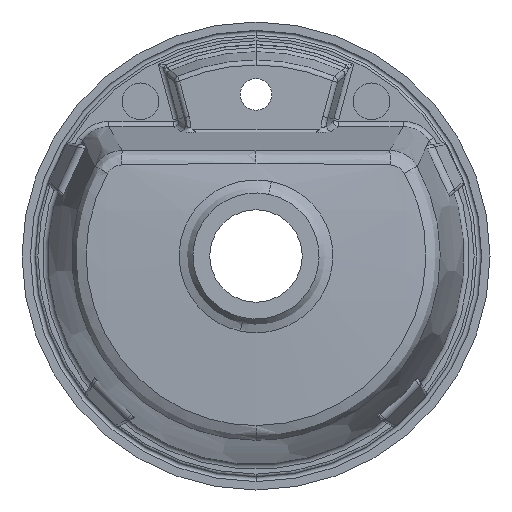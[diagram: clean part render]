
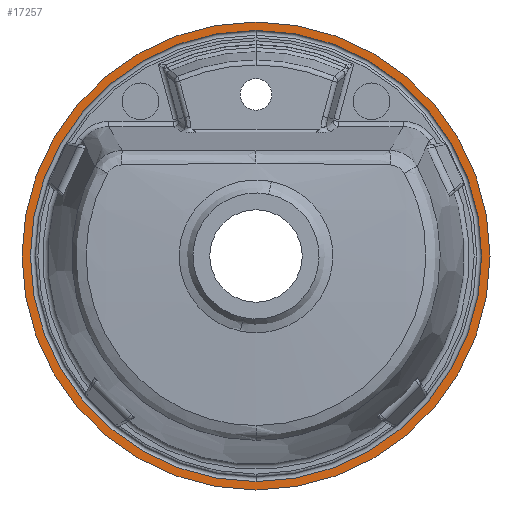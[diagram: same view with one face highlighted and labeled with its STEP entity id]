
A CAD part, front view. The second image highlights one B-rep face of the part: STEP entity #17257.
In plain terms, the highlighted planar face has unit normal (0, -1, 0).
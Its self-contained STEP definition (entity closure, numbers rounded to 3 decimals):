
#164 = VERTEX_POINT ( 'NONE', #5832 ) ;
#1149 = DIRECTION ( 'NONE',  ( 0., 0., 1. ) ) ;
#1383 = FACE_BOUND ( 'NONE', #1866, .T. ) ;
#1477 = CARTESIAN_POINT ( 'NONE',  ( 0., 240., 0. ) ) ;
#1866 = EDGE_LOOP ( 'NONE', ( #17598, #11602 ) ) ;
#2018 = CARTESIAN_POINT ( 'NONE',  ( 0., 240., -214.763 ) ) ;
#2712 = DIRECTION ( 'NONE',  ( 0., -1., 0. ) ) ;
#3060 = EDGE_LOOP ( 'NONE', ( #10092, #11473 ) ) ;
#3466 = DIRECTION ( 'NONE',  ( 0., -1., 0. ) ) ;
#5250 = AXIS2_PLACEMENT_3D ( 'NONE', #9604, #11022, #1149 ) ;
#5483 = EDGE_CURVE ( 'NONE', #11468, #13950, #7333, .T. ) ;
#5832 = CARTESIAN_POINT ( 'NONE',  ( 0., 240., -222.763 ) ) ;
#6473 = CARTESIAN_POINT ( 'NONE',  ( 0., 240., 0. ) ) ;
#6702 = FACE_OUTER_BOUND ( 'NONE', #3060, .T. ) ;
#6764 = EDGE_CURVE ( 'NONE', #13950, #11468, #16350, .T. ) ;
#7333 = CIRCLE ( 'NONE', #12249, 214.763 ) ;
#7968 = DIRECTION ( 'NONE',  ( 0., 0., 1. ) ) ;
#8039 = PLANE ( 'NONE',  #5250 ) ;
#9072 = CIRCLE ( 'NONE', #13367, 222.763 ) ;
#9329 = AXIS2_PLACEMENT_3D ( 'NONE', #6473, #3466, #10648 ) ;
#9604 = CARTESIAN_POINT ( 'NONE',  ( 0., 240., 0. ) ) ;
#10092 = ORIENTED_EDGE ( 'NONE', *, *, #13735, .T. ) ;
#10592 = DIRECTION ( 'NONE',  ( 0., -1., 0. ) ) ;
#10648 = DIRECTION ( 'NONE',  ( 0., 0., -1. ) ) ;
#11022 = DIRECTION ( 'NONE',  ( 0., 1., 0. ) ) ;
#11468 = VERTEX_POINT ( 'NONE', #16920 ) ;
#11473 = ORIENTED_EDGE ( 'NONE', *, *, #15489, .T. ) ;
#11506 = DIRECTION ( 'NONE',  ( 0., -1., 0. ) ) ;
#11602 = ORIENTED_EDGE ( 'NONE', *, *, #6764, .F. ) ;
#11748 = AXIS2_PLACEMENT_3D ( 'NONE', #16820, #2712, #16694 ) ;
#12117 = CARTESIAN_POINT ( 'NONE',  ( 0., 240., 0. ) ) ;
#12249 = AXIS2_PLACEMENT_3D ( 'NONE', #12117, #10592, #7968 ) ;
#12830 = CIRCLE ( 'NONE', #9329, 222.763 ) ;
#12985 = DIRECTION ( 'NONE',  ( 0., 0., -1. ) ) ;
#13367 = AXIS2_PLACEMENT_3D ( 'NONE', #1477, #11506, #12985 ) ;
#13735 = EDGE_CURVE ( 'NONE', #16246, #164, #12830, .T. ) ;
#13950 = VERTEX_POINT ( 'NONE', #2018 ) ;
#14370 = CARTESIAN_POINT ( 'NONE',  ( 0., 240., 222.763 ) ) ;
#15489 = EDGE_CURVE ( 'NONE', #164, #16246, #9072, .T. ) ;
#16246 = VERTEX_POINT ( 'NONE', #14370 ) ;
#16350 = CIRCLE ( 'NONE', #11748, 214.763 ) ;
#16694 = DIRECTION ( 'NONE',  ( 0., 0., 1. ) ) ;
#16820 = CARTESIAN_POINT ( 'NONE',  ( 0., 240., 0. ) ) ;
#16920 = CARTESIAN_POINT ( 'NONE',  ( 0., 240., 214.763 ) ) ;
#17257 = ADVANCED_FACE ( 'NONE', ( #1383, #6702 ), #8039, .F. ) ;
#17598 = ORIENTED_EDGE ( 'NONE', *, *, #5483, .F. ) ;
